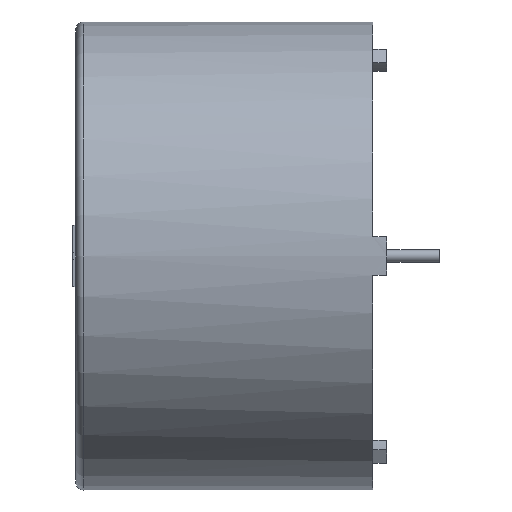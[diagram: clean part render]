
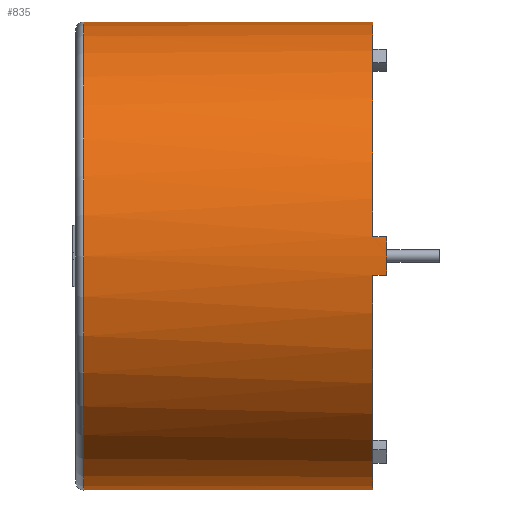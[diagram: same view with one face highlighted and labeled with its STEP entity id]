
A CAD part, left-side view. The second image highlights one B-rep face of the part: STEP entity #835.
In plain terms, the highlighted cylindrical face has radius 15.1 mm (diameter 30.2 mm), a full revolution.
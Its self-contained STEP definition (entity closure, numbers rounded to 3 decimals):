
#60=LINE('',#1250,#139);
#61=LINE('',#1254,#140);
#62=LINE('',#1258,#141);
#63=LINE('',#1262,#142);
#64=LINE('',#1266,#143);
#65=LINE('',#1270,#144);
#66=LINE('',#1274,#145);
#139=VECTOR('',#1004,15.1);
#140=VECTOR('',#1007,10.);
#141=VECTOR('',#1010,10.);
#142=VECTOR('',#1013,10.);
#143=VECTOR('',#1016,10.);
#144=VECTOR('',#1019,10.);
#145=VECTOR('',#1022,10.);
#218=CYLINDRICAL_SURFACE('',#911,15.1);
#229=FACE_OUTER_BOUND('',#278,.T.);
#278=EDGE_LOOP('',(#563,#564,#565,#566,#567,#568,#569,#570,#571,#572,#573,
#574,#575,#576,#577,#578,#579));
#337=CIRCLE('',#909,15.1);
#338=CIRCLE('',#910,15.1);
#339=CIRCLE('',#912,15.1);
#340=CIRCLE('',#913,15.1);
#341=CIRCLE('',#914,15.1);
#342=CIRCLE('',#915,15.1);
#343=CIRCLE('',#916,15.1);
#344=CIRCLE('',#917,15.1);
#345=CIRCLE('',#918,15.1);
#371=VERTEX_POINT('',#1243);
#372=VERTEX_POINT('',#1245);
#373=VERTEX_POINT('',#1249);
#374=VERTEX_POINT('',#1251);
#375=VERTEX_POINT('',#1253);
#376=VERTEX_POINT('',#1255);
#377=VERTEX_POINT('',#1257);
#378=VERTEX_POINT('',#1259);
#379=VERTEX_POINT('',#1261);
#380=VERTEX_POINT('',#1263);
#381=VERTEX_POINT('',#1265);
#382=VERTEX_POINT('',#1267);
#383=VERTEX_POINT('',#1269);
#384=VERTEX_POINT('',#1271);
#385=VERTEX_POINT('',#1273);
#446=EDGE_CURVE('',#371,#372,#337,.T.);
#447=EDGE_CURVE('',#372,#371,#338,.T.);
#448=EDGE_CURVE('',#372,#373,#60,.T.);
#449=EDGE_CURVE('',#374,#373,#339,.T.);
#450=EDGE_CURVE('',#375,#374,#61,.T.);
#451=EDGE_CURVE('',#376,#375,#340,.T.);
#452=EDGE_CURVE('',#376,#377,#62,.T.);
#453=EDGE_CURVE('',#378,#377,#341,.T.);
#454=EDGE_CURVE('',#379,#378,#63,.T.);
#455=EDGE_CURVE('',#380,#379,#342,.T.);
#456=EDGE_CURVE('',#380,#381,#64,.T.);
#457=EDGE_CURVE('',#382,#381,#343,.T.);
#458=EDGE_CURVE('',#383,#382,#65,.T.);
#459=EDGE_CURVE('',#384,#383,#344,.T.);
#460=EDGE_CURVE('',#384,#385,#66,.T.);
#461=EDGE_CURVE('',#373,#385,#345,.T.);
#563=ORIENTED_EDGE('',*,*,#447,.F.);
#564=ORIENTED_EDGE('',*,*,#448,.T.);
#565=ORIENTED_EDGE('',*,*,#449,.F.);
#566=ORIENTED_EDGE('',*,*,#450,.F.);
#567=ORIENTED_EDGE('',*,*,#451,.F.);
#568=ORIENTED_EDGE('',*,*,#452,.T.);
#569=ORIENTED_EDGE('',*,*,#453,.F.);
#570=ORIENTED_EDGE('',*,*,#454,.F.);
#571=ORIENTED_EDGE('',*,*,#455,.F.);
#572=ORIENTED_EDGE('',*,*,#456,.T.);
#573=ORIENTED_EDGE('',*,*,#457,.F.);
#574=ORIENTED_EDGE('',*,*,#458,.F.);
#575=ORIENTED_EDGE('',*,*,#459,.F.);
#576=ORIENTED_EDGE('',*,*,#460,.T.);
#577=ORIENTED_EDGE('',*,*,#461,.F.);
#578=ORIENTED_EDGE('',*,*,#448,.F.);
#579=ORIENTED_EDGE('',*,*,#446,.F.);
#835=ADVANCED_FACE('',(#229),#218,.T.);
#909=AXIS2_PLACEMENT_3D('',#1246,#998,#999);
#910=AXIS2_PLACEMENT_3D('',#1247,#1000,#1001);
#911=AXIS2_PLACEMENT_3D('',#1248,#1002,#1003);
#912=AXIS2_PLACEMENT_3D('',#1252,#1005,#1006);
#913=AXIS2_PLACEMENT_3D('',#1256,#1008,#1009);
#914=AXIS2_PLACEMENT_3D('',#1260,#1011,#1012);
#915=AXIS2_PLACEMENT_3D('',#1264,#1014,#1015);
#916=AXIS2_PLACEMENT_3D('',#1268,#1017,#1018);
#917=AXIS2_PLACEMENT_3D('',#1272,#1020,#1021);
#918=AXIS2_PLACEMENT_3D('',#1275,#1023,#1024);
#998=DIRECTION('center_axis',(0.,1.,0.));
#999=DIRECTION('ref_axis',(1.,0.,0.));
#1000=DIRECTION('center_axis',(0.,1.,0.));
#1001=DIRECTION('ref_axis',(1.,0.,0.));
#1002=DIRECTION('center_axis',(0.,1.,0.));
#1003=DIRECTION('ref_axis',(1.,0.,0.));
#1004=DIRECTION('',(0.,-1.,0.));
#1005=DIRECTION('center_axis',(0.,-1.,0.));
#1006=DIRECTION('ref_axis',(-0.997,0.,0.083));
#1007=DIRECTION('',(0.,-1.,0.));
#1008=DIRECTION('center_axis',(0.,-1.,0.));
#1009=DIRECTION('ref_axis',(-1.,0.,0.));
#1010=DIRECTION('',(0.,-1.,0.));
#1011=DIRECTION('center_axis',(0.,-1.,0.));
#1012=DIRECTION('ref_axis',(0.531,0.,0.848));
#1013=DIRECTION('',(0.,-1.,0.));
#1014=DIRECTION('center_axis',(0.,-1.,0.));
#1015=DIRECTION('ref_axis',(-1.,0.,0.));
#1016=DIRECTION('',(0.,-1.,0.));
#1017=DIRECTION('center_axis',(0.,-1.,0.));
#1018=DIRECTION('ref_axis',(1.,0.,0.));
#1019=DIRECTION('',(0.,-1.,0.));
#1020=DIRECTION('center_axis',(0.,-1.,0.));
#1021=DIRECTION('ref_axis',(-1.,0.,0.));
#1022=DIRECTION('',(0.,-1.,0.));
#1023=DIRECTION('center_axis',(0.,-1.,0.));
#1024=DIRECTION('ref_axis',(-0.997,0.,0.083));
#1243=CARTESIAN_POINT('',(0.002,9.31,-15.101));
#1245=CARTESIAN_POINT('',(-15.098,9.31,-0.001));
#1246=CARTESIAN_POINT('Origin',(0.002,9.31,-0.001));
#1247=CARTESIAN_POINT('Origin',(0.002,9.31,-0.001));
#1248=CARTESIAN_POINT('Origin',(0.002,7.86,-0.001));
#1249=CARTESIAN_POINT('',(-15.098,-10.24,-0.001));
#1250=CARTESIAN_POINT('',(-15.098,7.86,-0.001));
#1251=CARTESIAN_POINT('',(-15.046,-10.24,1.249));
#1252=CARTESIAN_POINT('Origin',(0.002,-10.24,-0.001));
#1253=CARTESIAN_POINT('',(-15.046,-9.34,1.249));
#1254=CARTESIAN_POINT('',(-15.046,-9.34,1.249));
#1255=CARTESIAN_POINT('',(7.08,-9.34,13.338));
#1256=CARTESIAN_POINT('Origin',(0.002,-9.34,-0.001));
#1257=CARTESIAN_POINT('',(7.08,-10.24,13.338));
#1258=CARTESIAN_POINT('',(7.08,-9.34,13.338));
#1259=CARTESIAN_POINT('',(8.015,-10.24,12.798));
#1260=CARTESIAN_POINT('Origin',(0.002,-10.24,-0.001));
#1261=CARTESIAN_POINT('',(8.015,-9.34,12.798));
#1262=CARTESIAN_POINT('',(8.015,-9.34,12.798));
#1263=CARTESIAN_POINT('',(8.087,-9.34,-12.754));
#1264=CARTESIAN_POINT('Origin',(0.002,-9.34,-0.001));
#1265=CARTESIAN_POINT('',(8.087,-10.24,-12.754));
#1266=CARTESIAN_POINT('',(8.087,-9.34,-12.754));
#1267=CARTESIAN_POINT('',(7.004,-10.24,-13.379));
#1268=CARTESIAN_POINT('Origin',(0.002,-10.24,-0.001));
#1269=CARTESIAN_POINT('',(7.004,-9.34,-13.379));
#1270=CARTESIAN_POINT('',(7.004,-9.34,-13.379));
#1271=CARTESIAN_POINT('',(-15.046,-9.34,-1.251));
#1272=CARTESIAN_POINT('Origin',(0.002,-9.34,-0.001));
#1273=CARTESIAN_POINT('',(-15.046,-10.24,-1.251));
#1274=CARTESIAN_POINT('',(-15.046,-9.34,-1.251));
#1275=CARTESIAN_POINT('Origin',(0.002,-10.24,-0.001));
